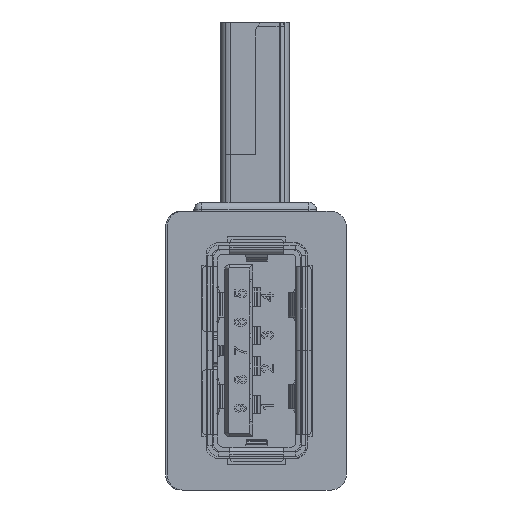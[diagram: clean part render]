
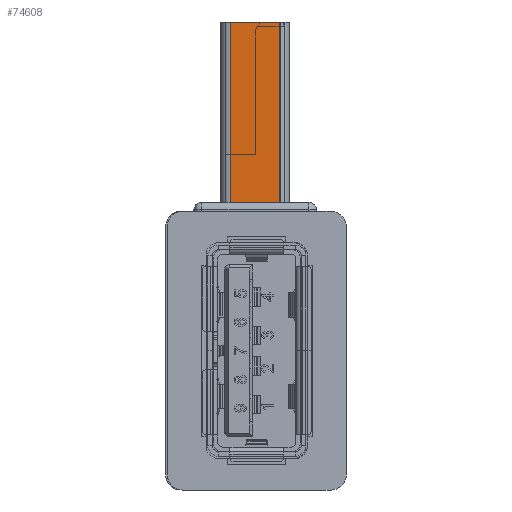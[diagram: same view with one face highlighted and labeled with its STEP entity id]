
A CAD part, left-side view. The second image highlights one B-rep face of the part: STEP entity #74608.
In plain terms, the highlighted planar face has unit normal (-1, 0, 0).
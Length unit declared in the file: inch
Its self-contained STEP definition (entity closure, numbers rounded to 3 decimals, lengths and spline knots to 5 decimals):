
#288 = EDGE_CURVE ( 'NONE', #50172, #63434, #648, .T. ) ;
#648 = LINE ( 'NONE', #2221, #16909 ) ;
#727 = LINE ( 'NONE', #36202, #51564 ) ;
#883 = VERTEX_POINT ( 'NONE', #1817 ) ;
#1817 = CARTESIAN_POINT ( 'NONE',  ( -0.23622, -0.06339, 0. ) ) ;
#2221 = CARTESIAN_POINT ( 'NONE',  ( -0.23622, -0.06339, -0.59055 ) ) ;
#2279 = DIRECTION ( 'NONE',  ( 0., -1., 0. ) ) ;
#2641 = CARTESIAN_POINT ( 'NONE',  ( -0.23622, -0.06339, -0.59055 ) ) ;
#3346 = EDGE_LOOP ( 'NONE', ( #32565, #27398, #39015, #58677, #66809, #49241, #13496, #53755 ) ) ;
#5213 = EDGE_CURVE ( 'NONE', #85650, #58854, #74012, .T. ) ;
#5528 = LINE ( 'NONE', #76423, #82176 ) ;
#7542 = DIRECTION ( 'NONE',  ( 0., -1., 0. ) ) ;
#11207 = CARTESIAN_POINT ( 'NONE',  ( -0.23622, 0.06339, 0. ) ) ;
#11624 = EDGE_CURVE ( 'NONE', #50172, #14687, #39317, .T. ) ;
#13496 = ORIENTED_EDGE ( 'NONE', *, *, #30335, .T. ) ;
#13592 = EDGE_CURVE ( 'NONE', #28710, #883, #56173, .T. ) ;
#14687 = VERTEX_POINT ( 'NONE', #11207 ) ;
#15723 = VECTOR ( 'NONE', #2279, 39.37008 ) ;
#15884 = CARTESIAN_POINT ( 'NONE',  ( -0.23622, -0.04035, -0.70866 ) ) ;
#16843 = EDGE_CURVE ( 'NONE', #14687, #883, #727, .T. ) ;
#16909 = VECTOR ( 'NONE', #71052, 39.37008 ) ;
#17023 = CARTESIAN_POINT ( 'NONE',  ( -0.23622, 0.0502, -0.59055 ) ) ;
#18884 = DIRECTION ( 'NONE',  ( -1., 0., 0. ) ) ;
#19172 = CARTESIAN_POINT ( 'NONE',  ( -0.23622, -0.06339, -0.59055 ) ) ;
#20077 = DIRECTION ( 'NONE',  ( 0., 0., 1. ) ) ;
#20575 = DIRECTION ( 'NONE',  ( 0., -1., 0. ) ) ;
#21996 = CARTESIAN_POINT ( 'NONE',  ( -0.23622, -0.04035, -0.59055 ) ) ;
#27398 = ORIENTED_EDGE ( 'NONE', *, *, #11624, .F. ) ;
#28710 = VERTEX_POINT ( 'NONE', #2641 ) ;
#29345 = CARTESIAN_POINT ( 'NONE',  ( -0.23622, 0.06339, -0.59055 ) ) ;
#30335 = EDGE_CURVE ( 'NONE', #45078, #28710, #5528, .T. ) ;
#31088 = CARTESIAN_POINT ( 'NONE',  ( -0.23622, -0.04035, -0.59055 ) ) ;
#32565 = ORIENTED_EDGE ( 'NONE', *, *, #16843, .F. ) ;
#33471 = VECTOR ( 'NONE', #44172, 39.37008 ) ;
#35379 = DIRECTION ( 'NONE',  ( 0., 0., 1. ) ) ;
#36202 = CARTESIAN_POINT ( 'NONE',  ( -0.23622, -0.06339, 0. ) ) ;
#37641 = AXIS2_PLACEMENT_3D ( 'NONE', #19172, #18884, #20077 ) ;
#38854 = VECTOR ( 'NONE', #79348, 39.37008 ) ;
#39015 = ORIENTED_EDGE ( 'NONE', *, *, #288, .T. ) ;
#39317 = LINE ( 'NONE', #29345, #54413 ) ;
#43323 = DIRECTION ( 'NONE',  ( 0., 0., 1. ) ) ;
#44172 = DIRECTION ( 'NONE',  ( 0., 0., -1. ) ) ;
#45078 = VERTEX_POINT ( 'NONE', #21996 ) ;
#49241 = ORIENTED_EDGE ( 'NONE', *, *, #60077, .T. ) ;
#50172 = VERTEX_POINT ( 'NONE', #80948 ) ;
#51564 = VECTOR ( 'NONE', #7542, 39.37008 ) ;
#53755 = ORIENTED_EDGE ( 'NONE', *, *, #13592, .T. ) ;
#54413 = VECTOR ( 'NONE', #35379, 39.37008 ) ;
#56173 = LINE ( 'NONE', #63818, #60480 ) ;
#58677 = ORIENTED_EDGE ( 'NONE', *, *, #83464, .T. ) ;
#58854 = VERTEX_POINT ( 'NONE', #79335 ) ;
#60077 = EDGE_CURVE ( 'NONE', #58854, #45078, #86386, .T. ) ;
#60480 = VECTOR ( 'NONE', #43323, 39.37008 ) ;
#63434 = VERTEX_POINT ( 'NONE', #79358 ) ;
#63818 = CARTESIAN_POINT ( 'NONE',  ( -0.23622, -0.06339, -0.59055 ) ) ;
#66809 = ORIENTED_EDGE ( 'NONE', *, *, #5213, .T. ) ;
#71052 = DIRECTION ( 'NONE',  ( 0., -1., 0. ) ) ;
#74012 = LINE ( 'NONE', #15884, #15723 ) ;
#74608 = ADVANCED_FACE ( 'NONE', ( #77306 ), #74707, .T. ) ;
#74707 = PLANE ( 'NONE',  #37641 ) ;
#76423 = CARTESIAN_POINT ( 'NONE',  ( -0.23622, -0.06339, -0.59055 ) ) ;
#77306 = FACE_OUTER_BOUND ( 'NONE', #3346, .T. ) ;
#79335 = CARTESIAN_POINT ( 'NONE',  ( -0.23622, -0.04035, -0.70866 ) ) ;
#79348 = DIRECTION ( 'NONE',  ( 0., 0., 1. ) ) ;
#79358 = CARTESIAN_POINT ( 'NONE',  ( -0.23622, 0.0502, -0.59055 ) ) ;
#80948 = CARTESIAN_POINT ( 'NONE',  ( -0.23622, 0.06339, -0.59055 ) ) ;
#82014 = CARTESIAN_POINT ( 'NONE',  ( -0.23622, 0.0502, -0.70866 ) ) ;
#82176 = VECTOR ( 'NONE', #20575, 39.37008 ) ;
#83464 = EDGE_CURVE ( 'NONE', #63434, #85650, #86356, .T. ) ;
#85650 = VERTEX_POINT ( 'NONE', #82014 ) ;
#86356 = LINE ( 'NONE', #17023, #33471 ) ;
#86386 = LINE ( 'NONE', #31088, #38854 ) ;
